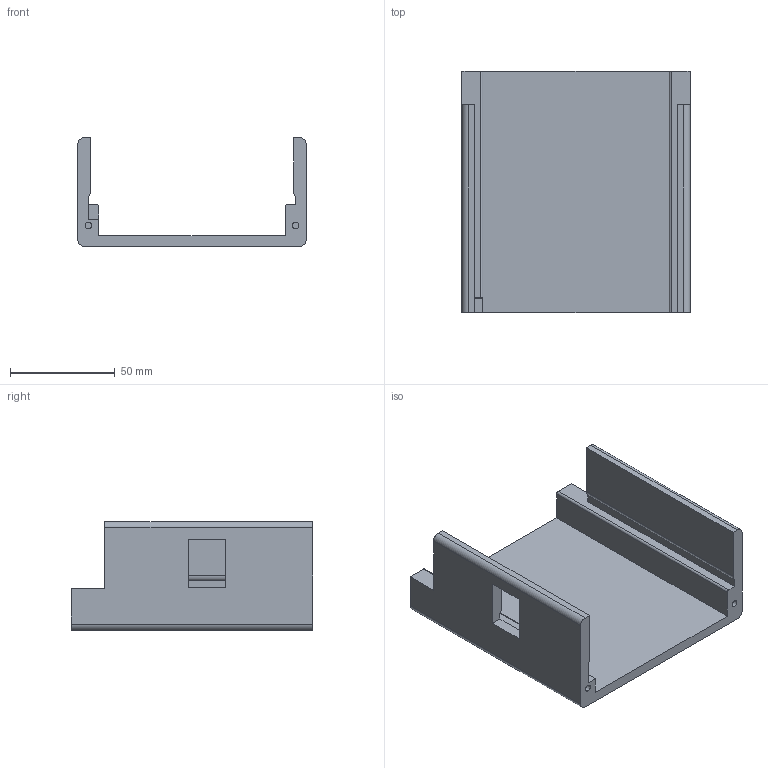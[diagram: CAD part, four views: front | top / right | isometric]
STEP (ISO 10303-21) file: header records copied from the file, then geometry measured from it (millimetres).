
FILE_DESCRIPTION(/* description */ (''),/* implementation_level */ '2;1');
FILE_NAME(/* name */ 'Case_Body.step',/* time_stamp */ '2025-09-10T10:43:22+03:00',/* author */ (''),/* organization */ (''),/* preprocessor_version */ 'ST-DEVELOPER v20.1',/* originating_system */ 'Autodesk Translation Framework v14.10.0.0',/* authorisation */ '');
FILE_SCHEMA (('AUTOMOTIVE_DESIGN { 1 0 10303 214 3 1 1 }'));
Length unit declared in the file: millimetre
Products named in the file (1): Case_Body
Bounding box: 109.06 x 115.34 x 52 mm (x, y, z)
Volume: 130897.5 mm3; surface area: 47938.8 mm2
Topology: 1 solids, 1 shells, 41 faces, 108 edges, 72 vertices
Faces by surface type: plane 28, cylinder 13
Full cylindrical faces by diameter (mm): 3.2 x2, 4 x2
Entity records: 1305 total; most frequent: CARTESIAN_POINT 222, DIRECTION 218, ORIENTED_EDGE 216, EDGE_CURVE 108, LINE 82, VECTOR 82, VERTEX_POINT 72, AXIS2_PLACEMENT_3D 68
